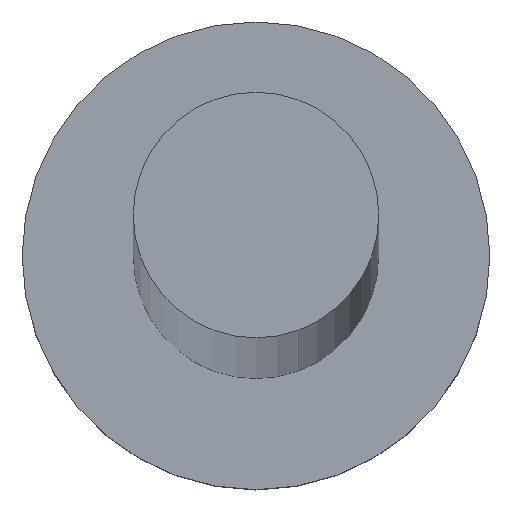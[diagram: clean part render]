
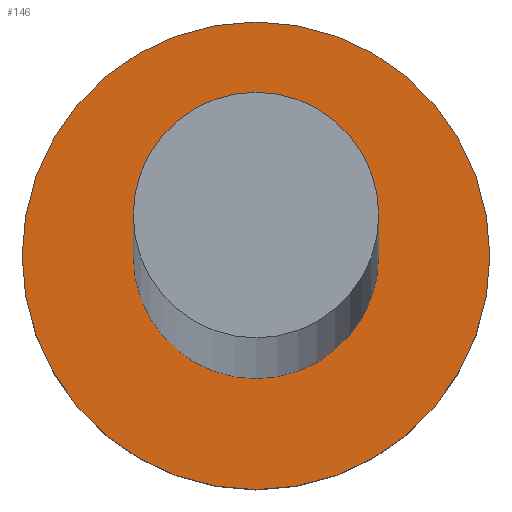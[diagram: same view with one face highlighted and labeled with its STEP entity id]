
A CAD part, top view. The second image highlights one B-rep face of the part: STEP entity #146.
In plain terms, the highlighted planar face has unit normal (0, 0, 1).
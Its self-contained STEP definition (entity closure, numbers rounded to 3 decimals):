
#3 = PLANE ( 'NONE',  #87 ) ;
#5 = CARTESIAN_POINT ( 'NONE',  ( 0., 0., 3. ) ) ;
#6 = AXIS2_PLACEMENT_3D ( 'NONE', #86, #84, #141 ) ;
#16 = AXIS2_PLACEMENT_3D ( 'NONE', #70, #188, #184 ) ;
#17 = EDGE_CURVE ( 'NONE', #178, #91, #96, .T. ) ;
#18 = AXIS2_PLACEMENT_3D ( 'NONE', #5, #125, #127 ) ;
#20 = CIRCLE ( 'NONE', #18, 4. ) ;
#24 = VERTEX_POINT ( 'NONE', #54 ) ;
#27 = CARTESIAN_POINT ( 'NONE',  ( 0., 0., 3. ) ) ;
#33 = DIRECTION ( 'NONE',  ( 0., 0., 1. ) ) ;
#43 = VERTEX_POINT ( 'NONE', #128 ) ;
#54 = CARTESIAN_POINT ( 'NONE',  ( 2.1, 0., 3. ) ) ;
#61 = CIRCLE ( 'NONE', #16, 2.1 ) ;
#70 = CARTESIAN_POINT ( 'NONE',  ( 0., 0., 3. ) ) ;
#76 = ORIENTED_EDGE ( 'NONE', *, *, #218, .T. ) ;
#84 = DIRECTION ( 'NONE',  ( 0., 0., 1. ) ) ;
#86 = CARTESIAN_POINT ( 'NONE',  ( 0., 0., 3. ) ) ;
#87 = AXIS2_PLACEMENT_3D ( 'NONE', #27, #168, #144 ) ;
#91 = VERTEX_POINT ( 'NONE', #185 ) ;
#93 = ORIENTED_EDGE ( 'NONE', *, *, #17, .T. ) ;
#94 = ORIENTED_EDGE ( 'NONE', *, *, #95, .F. ) ;
#95 = EDGE_CURVE ( 'NONE', #43, #24, #61, .T. ) ;
#96 = CIRCLE ( 'NONE', #235, 4. ) ;
#125 = DIRECTION ( 'NONE',  ( 0., 0., 1. ) ) ;
#127 = DIRECTION ( 'NONE',  ( 1., 0., 0. ) ) ;
#128 = CARTESIAN_POINT ( 'NONE',  ( -2.1, 0., 3. ) ) ;
#141 = DIRECTION ( 'NONE',  ( 1., 0., 0. ) ) ;
#144 = DIRECTION ( 'NONE',  ( 1., 0., 0. ) ) ;
#146 = ADVANCED_FACE ( 'NONE', ( #149, #181 ), #3, .T. ) ;
#149 = FACE_BOUND ( 'NONE', #150, .T. ) ;
#150 = EDGE_LOOP ( 'NONE', ( #94, #191 ) ) ;
#155 = EDGE_CURVE ( 'NONE', #24, #43, #254, .T. ) ;
#168 = DIRECTION ( 'NONE',  ( 0., 0., 1. ) ) ;
#178 = VERTEX_POINT ( 'NONE', #245 ) ;
#181 = FACE_OUTER_BOUND ( 'NONE', #246, .T. ) ;
#184 = DIRECTION ( 'NONE',  ( 1., 0., 0. ) ) ;
#185 = CARTESIAN_POINT ( 'NONE',  ( -4., 0., 3. ) ) ;
#188 = DIRECTION ( 'NONE',  ( 0., 0., 1. ) ) ;
#191 = ORIENTED_EDGE ( 'NONE', *, *, #155, .F. ) ;
#218 = EDGE_CURVE ( 'NONE', #91, #178, #20, .T. ) ;
#231 = DIRECTION ( 'NONE',  ( 1., 0., 0. ) ) ;
#235 = AXIS2_PLACEMENT_3D ( 'NONE', #253, #33, #231 ) ;
#245 = CARTESIAN_POINT ( 'NONE',  ( 4., 0., 3. ) ) ;
#246 = EDGE_LOOP ( 'NONE', ( #76, #93 ) ) ;
#253 = CARTESIAN_POINT ( 'NONE',  ( 0., 0., 3. ) ) ;
#254 = CIRCLE ( 'NONE', #6, 2.1 ) ;
